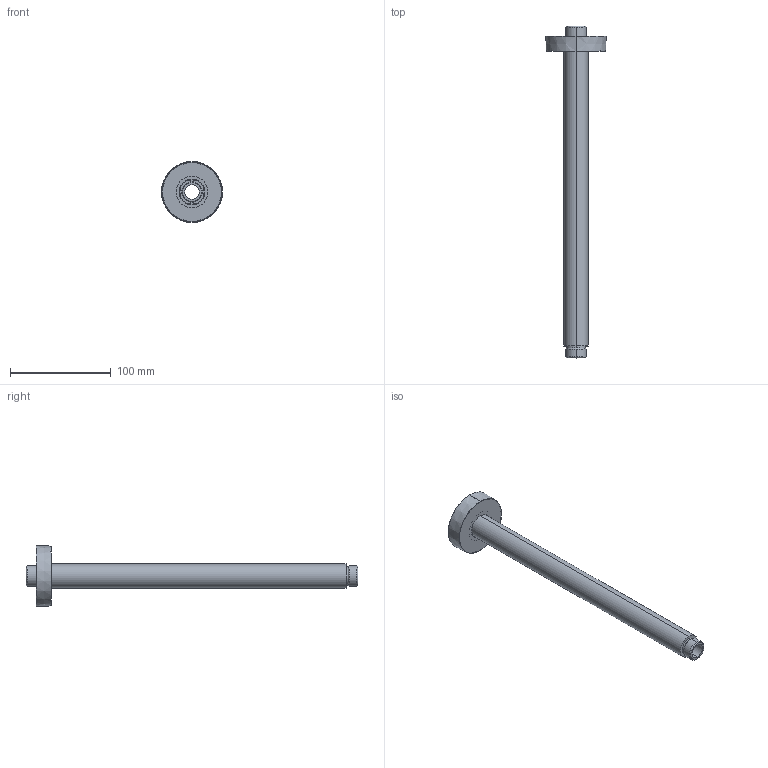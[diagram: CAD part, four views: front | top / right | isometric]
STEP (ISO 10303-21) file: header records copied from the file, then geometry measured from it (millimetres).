
FILE_DESCRIPTION (( 'STEP AP203' ), '1' );
FILE_NAME ('99ZP08997.STEP', '2023-10-26T04:43:27', ( '' ), ( '' ), 'SwSTEP 2.0', 'SolidWorks 2021', '' );
FILE_SCHEMA (( 'CONFIG_CONTROL_DESIGN' ));
Length unit declared in the file: millimetre
Products named in the file (1): 99ZP08997
Bounding box: 60.54 x 329.65 x 60.54 mm (x, y, z)
Volume: 68560.2 mm3; surface area: 56238.5 mm2
Topology: 3 solids, 3 shells, 78 faces, 156 edges, 90 vertices
Faces by surface type: cone 28, torus 20, cylinder 18, plane 12
Entity records: 2119 total; most frequent: DIRECTION 424, CARTESIAN_POINT 325, ORIENTED_EDGE 312, AXIS2_PLACEMENT_3D 189, EDGE_CURVE 156, CIRCLE 110, EDGE_LOOP 90, VERTEX_POINT 90
